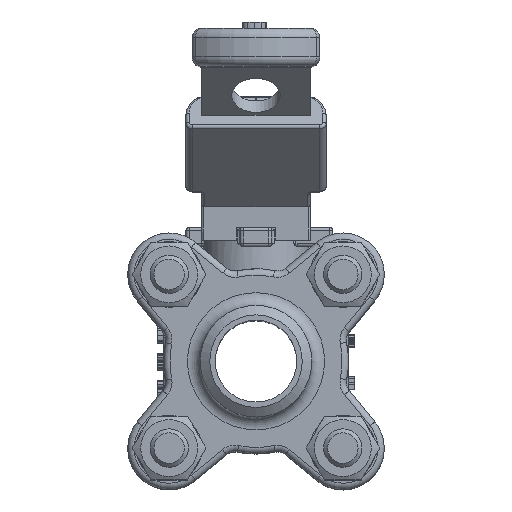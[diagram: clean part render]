
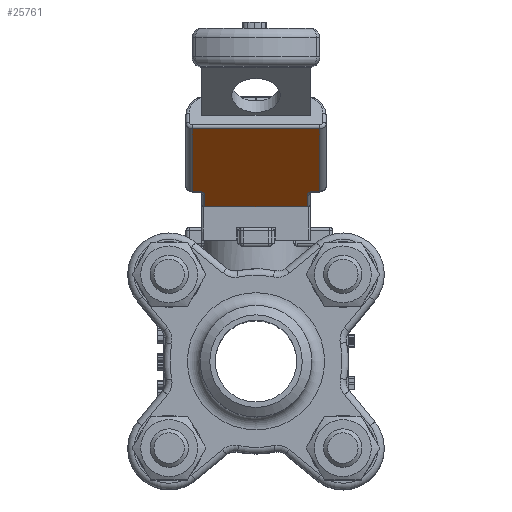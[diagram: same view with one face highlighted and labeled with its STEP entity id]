
A CAD part, top view. The second image highlights one B-rep face of the part: STEP entity #25761.
In plain terms, the highlighted planar face has unit normal (0, -0.719, 0.695).
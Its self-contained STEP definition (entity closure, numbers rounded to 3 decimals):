
#2264=FACE_OUTER_BOUND('',#3801,.T.);
#3801=EDGE_LOOP('',(#16947,#16948,#16949,#16950,#16951,#16952,#16953,#16954,
#16955,#16956));
#5369=CIRCLE('',#27470,1.);
#5370=CIRCLE('',#27471,1.);
#6120=LINE('',#35874,#8082);
#6127=LINE('',#35917,#8089);
#6139=LINE('',#35975,#8101);
#6140=LINE('',#35977,#8102);
#6141=LINE('',#35979,#8103);
#6142=LINE('',#35983,#8104);
#6143=LINE('',#35985,#8105);
#6144=LINE('',#35987,#8106);
#8082=VECTOR('',#29914,14.);
#8089=VECTOR('',#29959,20.);
#8101=VECTOR('',#30003,1.);
#8102=VECTOR('',#30004,14.);
#8103=VECTOR('',#30005,1.);
#8104=VECTOR('',#30008,2.5);
#8105=VECTOR('',#30009,16.);
#8106=VECTOR('',#30010,2.5);
#10189=VERTEX_POINT('',#35868);
#10191=VERTEX_POINT('',#35872);
#10199=VERTEX_POINT('',#35915);
#10214=VERTEX_POINT('',#35974);
#10215=VERTEX_POINT('',#35976);
#10216=VERTEX_POINT('',#35978);
#10217=VERTEX_POINT('',#35980);
#10218=VERTEX_POINT('',#35982);
#10219=VERTEX_POINT('',#35984);
#10220=VERTEX_POINT('',#35986);
#12734=EDGE_CURVE('',#10191,#10189,#6120,.T.);
#12752=EDGE_CURVE('',#10199,#10191,#6127,.T.);
#12774=EDGE_CURVE('',#10189,#10214,#6139,.T.);
#12775=EDGE_CURVE('',#10199,#10215,#6140,.T.);
#12776=EDGE_CURVE('',#10216,#10215,#6141,.T.);
#12777=EDGE_CURVE('',#10217,#10216,#5369,.T.);
#12778=EDGE_CURVE('',#10218,#10217,#6142,.T.);
#12779=EDGE_CURVE('',#10219,#10218,#6143,.T.);
#12780=EDGE_CURVE('',#10220,#10219,#6144,.T.);
#12781=EDGE_CURVE('',#10214,#10220,#5370,.T.);
#16947=ORIENTED_EDGE('',*,*,#12774,.F.);
#16948=ORIENTED_EDGE('',*,*,#12734,.F.);
#16949=ORIENTED_EDGE('',*,*,#12752,.F.);
#16950=ORIENTED_EDGE('',*,*,#12775,.T.);
#16951=ORIENTED_EDGE('',*,*,#12776,.F.);
#16952=ORIENTED_EDGE('',*,*,#12777,.F.);
#16953=ORIENTED_EDGE('',*,*,#12778,.F.);
#16954=ORIENTED_EDGE('',*,*,#12779,.F.);
#16955=ORIENTED_EDGE('',*,*,#12780,.F.);
#16956=ORIENTED_EDGE('',*,*,#12781,.F.);
#23531=PLANE('',#27469);
#25761=ADVANCED_FACE('',(#2264),#23531,.T.);
#27469=AXIS2_PLACEMENT_3D('',#35973,#30001,#30002);
#27470=AXIS2_PLACEMENT_3D('',#35981,#30006,#30007);
#27471=AXIS2_PLACEMENT_3D('',#35988,#30011,#30012);
#29914=DIRECTION('',(0.,-0.695,-0.719));
#29959=DIRECTION('',(1.,0.,0.));
#30001=DIRECTION('center_axis',(0.,-0.719,
0.695));
#30002=DIRECTION('ref_axis',(-1.,0.,0.));
#30003=DIRECTION('',(-1.,0.,0.));
#30004=DIRECTION('',(0.,-0.695,-0.719));
#30005=DIRECTION('',(-1.,0.,0.));
#30006=DIRECTION('center_axis',(0.,-0.719,
0.695));
#30007=DIRECTION('ref_axis',(0.707,0.492,0.508));
#30008=DIRECTION('',(0.,0.695,0.719));
#30009=DIRECTION('',(-1.,0.,0.));
#30010=DIRECTION('',(0.,-0.695,-0.719));
#30011=DIRECTION('center_axis',(0.,-0.719,
0.695));
#30012=DIRECTION('ref_axis',(-0.707,0.492,0.508));
#35868=CARTESIAN_POINT('',(10.,26.665,13.3));
#35872=CARTESIAN_POINT('',(10.,36.4,23.362));
#35874=CARTESIAN_POINT('',(10.,36.747,23.721));
#35915=CARTESIAN_POINT('',(-10.,36.4,23.362));
#35917=CARTESIAN_POINT('',(5.001,36.4,23.362));
#35973=CARTESIAN_POINT('Origin',(10.,36.747,23.721));
#35974=CARTESIAN_POINT('',(9.,26.665,13.3));
#35975=CARTESIAN_POINT('',(5.001,26.665,13.3));
#35976=CARTESIAN_POINT('',(-10.,26.665,13.3));
#35977=CARTESIAN_POINT('',(-10.,36.747,23.721));
#35978=CARTESIAN_POINT('',(-9.,26.665,13.3));
#35979=CARTESIAN_POINT('',(5.001,26.665,13.3));
#35980=CARTESIAN_POINT('',(-8.,25.97,12.581));
#35981=CARTESIAN_POINT('Origin',(-9.,25.97,12.581));
#35982=CARTESIAN_POINT('',(-8.,24.232,10.785));
#35983=CARTESIAN_POINT('',(-8.,31.533,18.331));
#35984=CARTESIAN_POINT('',(8.,24.232,10.785));
#35985=CARTESIAN_POINT('',(-4.25,24.232,10.785));
#35986=CARTESIAN_POINT('',(8.,25.97,12.581));
#35987=CARTESIAN_POINT('',(8.,30.49,17.253));
#35988=CARTESIAN_POINT('Origin',(9.,25.97,12.581));
